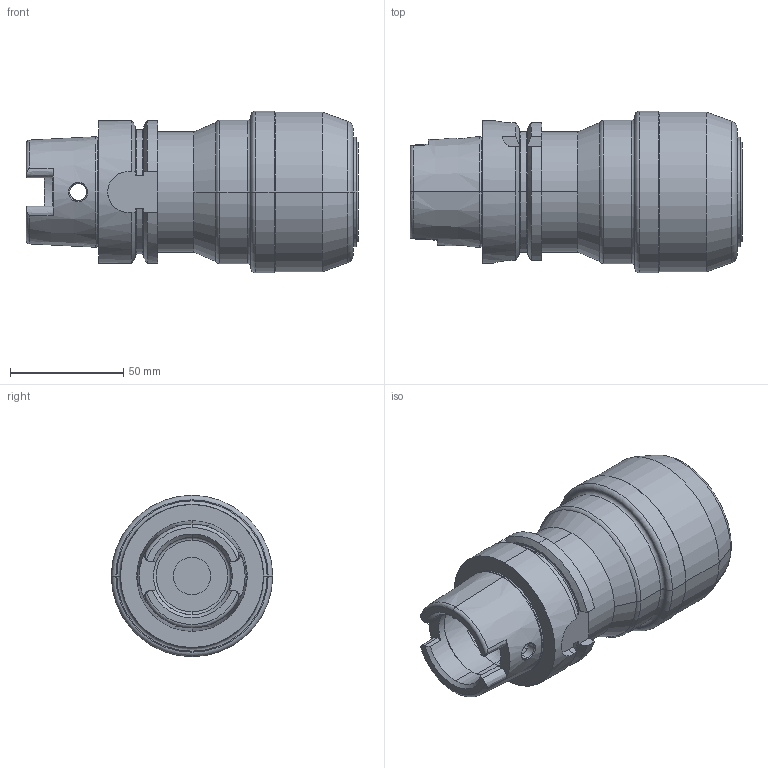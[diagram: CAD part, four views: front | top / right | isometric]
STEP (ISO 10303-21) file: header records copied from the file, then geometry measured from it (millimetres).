
FILE_DESCRIPTION (( 'STEP AP214' ), '1' );
FILE_NAME ('HSK-A63-MEGA1.250DS-4.5A.STEP', '2015-03-19T12:34:15', ( '' ), ( '' ), 'SwSTEP 2.0', 'SolidWorks 2015', '' );
FILE_SCHEMA (( 'AUTOMOTIVE_DESIGN' ));
Length unit declared in the file: millimetre
Products named in the file (1): HSK-A63-MEGA1.250DS-4.5A
Bounding box: 146.3 x 71.1 x 71.1 mm (x, y, z)
Volume: 305121 mm3; surface area: 48705.7 mm2
Topology: 1 solids, 1 shells, 131 faces, 336 edges, 211 vertices
Faces by surface type: cylinder 37, plane 36, torus 27, cone 23, bspline 8
Entity records: 4999 total; most frequent: CARTESIAN_POINT 1819, ORIENTED_EDGE 672, DIRECTION 650, EDGE_CURVE 336, AXIS2_PLACEMENT_3D 271, VERTEX_POINT 211, CIRCLE 147, EDGE_LOOP 139
